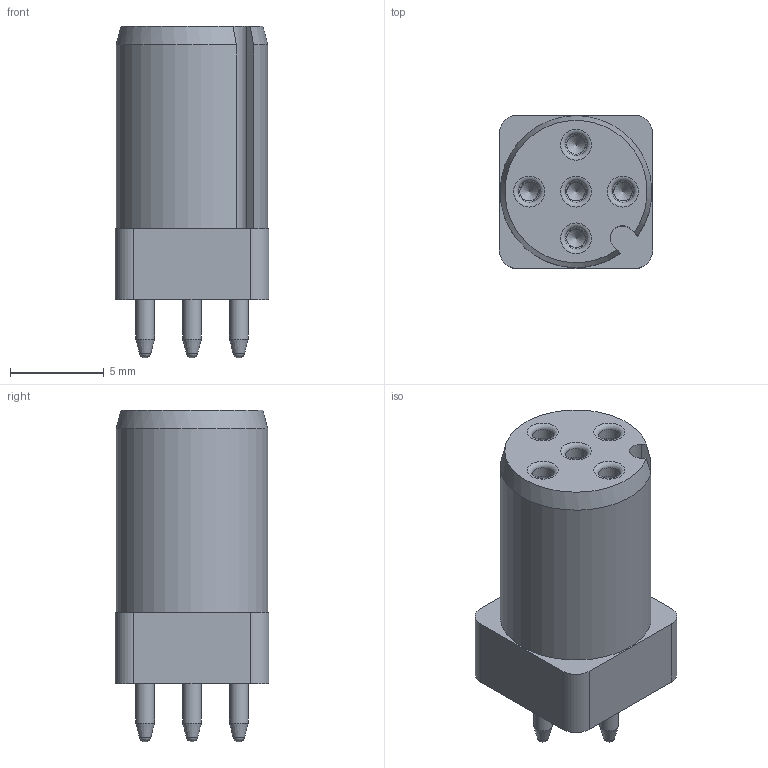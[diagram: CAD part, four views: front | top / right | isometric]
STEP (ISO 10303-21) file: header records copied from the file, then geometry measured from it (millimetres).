
FILE_DESCRIPTION(/* description */ (''),/* implementation_level */ '2;1');
FILE_NAME(/* name */ '643220110005',/* time_stamp */ '2024-05-13T10:02:07+02:00',/* author */ ('WE France'),/* organization */ (''),/* preprocessor_version */ 'ST-DEVELOPER v18.104',/* originating_system */ 'Solid Edge',/* authorisation */ 'Unknown');
FILE_SCHEMA (('AUTOMOTIVE_DESIGN {1 0 10303 214 3 1 1}'));
Length unit declared in the file: millimetre
Products named in the file (3): 6432201100xx; 643220110005; 6432201100xx_Pin
Assembly tree (6 placements, depth 2):
  6432201100xx
    643220110005
    6432201100xx_Pin  x5
Bounding box: 8.2 x 8.2 x 17.7 mm (x, y, z)
Volume: 727.3 mm3; surface area: 1427.2 mm2
Topology: 6 solids, 6 shells, 178 faces, 402 edges, 253 vertices
Faces by surface type: plane 65, cylinder 47, cone 46, torus 20
Full cylindrical faces by diameter (mm): 1 x6, 1.15 x5, 1.226 x5, 1.48 x5, 1.6 x5, 1.65 x5, 1.67 x10
Entity records: 2393 total; most frequent: DIRECTION 378, CARTESIAN_POINT 327, ORIENTED_EDGE 248, AXIS2_PLACEMENT_3D 175, FACE_BOUND 138, EDGE_LOOP 137, EDGE_CURVE 124, VERTEX_POINT 100
